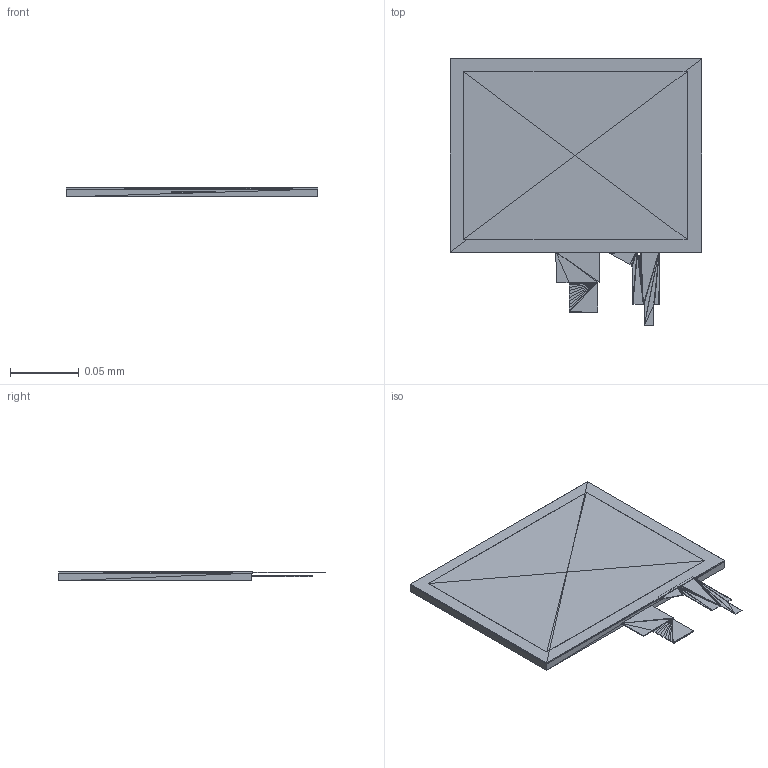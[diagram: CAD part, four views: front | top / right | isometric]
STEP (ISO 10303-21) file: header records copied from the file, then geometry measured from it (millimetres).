
FILE_DESCRIPTION(('FreeCAD Model'),'2;1');
FILE_NAME('Open CASCADE Shape Model','2024-10-22T10:00:10',('Author'),( ''),'Open CASCADE STEP processor 7.6','FreeCAD','Unknown');
FILE_SCHEMA(('AUTOMOTIVE_DESIGN_CC2 { 1 2 10303 214 -1 1 5 4 }'));
Length unit declared in the file: millimetre
Products named in the file (6): MX80C001; LCD; LCD_cable; PCAP_opening; PCAP_frame; PCAP_cable
Assembly tree (5 placements, depth 2):
  MX80C001
    LCD
    LCD_cable
    PCAP_opening
    PCAP_frame
    PCAP_cable
Bounding box: 0.18 x 0.19 x 0.01 mm (x, y, z)
Surface area: 0.2 mm2 (no closed solid volume)
Topology: 0 solids, 5 shells, 392 faces, 582 edges, 200 vertices
Faces by surface type: plane 392
Entity records: 7835 total; most frequent: DIRECTION 1378, CARTESIAN_POINT 1180, ORIENTED_EDGE 1164, EDGE_CURVE 582, LINE 582, VECTOR 582, AXIS2_PLACEMENT_3D 398, ADVANCED_FACE 392
